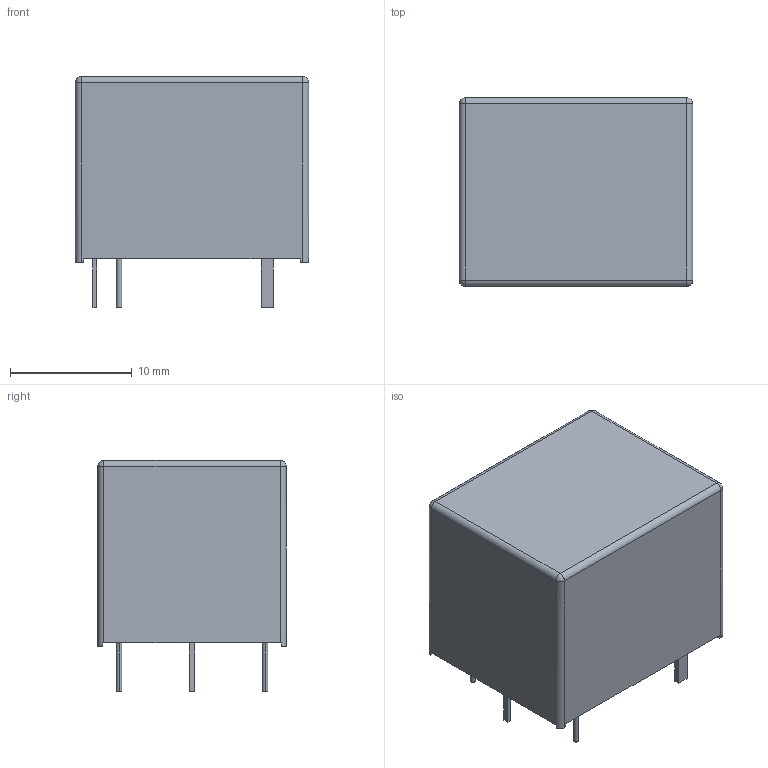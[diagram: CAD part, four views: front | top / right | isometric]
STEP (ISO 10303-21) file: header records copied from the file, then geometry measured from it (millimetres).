
FILE_DESCRIPTION (( 'STEP AP214' ), '1' );
FILE_NAME ('RELAY-TH_CHW-S-112DC2.step', '2022-07-09T13:04:22', ( '' ), ( '' ), 'SwSTEP 2.0', 'SolidWorks 2020', '' );
FILE_SCHEMA (( 'AUTOMOTIVE_DESIGN' ));
Length unit declared in the file: millimetre
Products named in the file (1): RELAY-TH_CHW-S-112DC2
Bounding box: 19.2 x 15.51 x 19 mm (x, y, z)
Volume: 4462.7 mm3; surface area: 1658.3 mm2
Topology: 1 solids, 1 shells, 334 faces, 895 edges, 590 vertices
Faces by surface type: plane 206, bspline 112, cylinder 12, sphere 4
Entity records: 14217 total; most frequent: CARTESIAN_POINT 3920, ORIENTED_EDGE 1782, DIRECTION 1137, EDGE_CURVE 891, VECTOR 635, LINE 635, VERTEX_POINT 590, EDGE_LOOP 365
